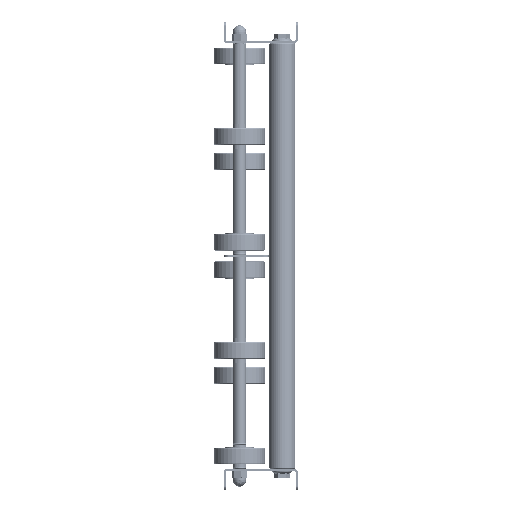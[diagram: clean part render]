
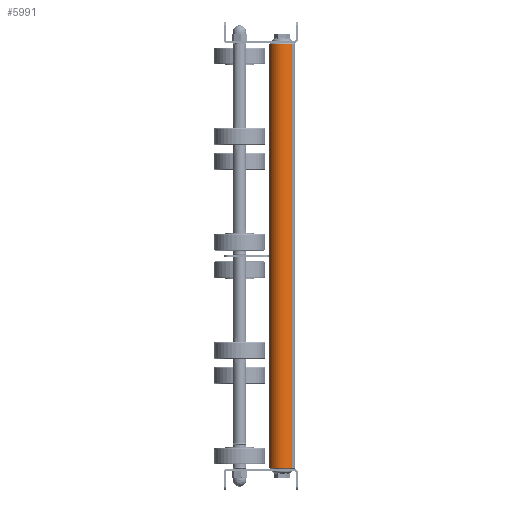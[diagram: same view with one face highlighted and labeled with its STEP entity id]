
A CAD part, left-side view. The second image highlights one B-rep face of the part: STEP entity #5991.
In plain terms, the highlighted cylindrical face has radius 12.5 mm (diameter 25 mm), a partial arc.
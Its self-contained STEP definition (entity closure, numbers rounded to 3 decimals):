
#2510 = CARTESIAN_POINT ( 'NONE',  ( 399., 0., 12.5 ) ) ;
#4456 = AXIS2_PLACEMENT_3D ( 'NONE', #19313, #16345, #10751 ) ;
#4874 = VERTEX_POINT ( 'NONE', #2510 ) ;
#5991 = ADVANCED_FACE ( 'NONE', ( #22123 ), #21766, .T. ) ;
#7256 = DIRECTION ( 'NONE',  ( -1., 0., 0. ) ) ;
#7617 = DIRECTION ( 'NONE',  ( 0., 0., -1. ) ) ;
#7999 = VECTOR ( 'NONE', #8581, 1000. ) ;
#8421 = VERTEX_POINT ( 'NONE', #19980 ) ;
#8581 = DIRECTION ( 'NONE',  ( -1., 0., 0. ) ) ;
#10751 = DIRECTION ( 'NONE',  ( 0., 0., -1. ) ) ;
#11675 = CARTESIAN_POINT ( 'NONE',  ( 1., 0., 12.5 ) ) ;
#12437 = CIRCLE ( 'NONE', #26091, 12.5 ) ;
#13028 = VECTOR ( 'NONE', #21788, 1000. ) ;
#13378 = DIRECTION ( 'NONE',  ( -1., 0., 0. ) ) ;
#14184 = LINE ( 'NONE', #28517, #7999 ) ;
#16345 = DIRECTION ( 'NONE',  ( 1., 0., 0. ) ) ;
#16551 = CARTESIAN_POINT ( 'NONE',  ( 400., 0., 0. ) ) ;
#17901 = EDGE_CURVE ( 'NONE', #24049, #4874, #12437, .T. ) ;
#17966 = EDGE_CURVE ( 'NONE', #4874, #28034, #21602, .T. ) ;
#18442 = CARTESIAN_POINT ( 'NONE',  ( 399., 0., 0. ) ) ;
#18664 = ORIENTED_EDGE ( 'NONE', *, *, #17901, .T. ) ;
#18814 = CARTESIAN_POINT ( 'NONE',  ( 400., 0., 12.5 ) ) ;
#19313 = CARTESIAN_POINT ( 'NONE',  ( 1., 0., 0. ) ) ;
#19980 = CARTESIAN_POINT ( 'NONE',  ( 1., 0., -12.5 ) ) ;
#20522 = CIRCLE ( 'NONE', #4456, 12.5 ) ;
#21570 = EDGE_CURVE ( 'NONE', #24049, #8421, #14184, .T. ) ;
#21602 = LINE ( 'NONE', #18814, #13028 ) ;
#21766 = CYLINDRICAL_SURFACE ( 'NONE', #30028, 12.5 ) ;
#21788 = DIRECTION ( 'NONE',  ( -1., 0., 0. ) ) ;
#22123 = FACE_OUTER_BOUND ( 'NONE', #32112, .T. ) ;
#22218 = EDGE_CURVE ( 'NONE', #28034, #8421, #20522, .T. ) ;
#23380 = ORIENTED_EDGE ( 'NONE', *, *, #22218, .T. ) ;
#24049 = VERTEX_POINT ( 'NONE', #24440 ) ;
#24440 = CARTESIAN_POINT ( 'NONE',  ( 399., 0., -12.5 ) ) ;
#24733 = DIRECTION ( 'NONE',  ( 0., 0., 1. ) ) ;
#26091 = AXIS2_PLACEMENT_3D ( 'NONE', #18442, #7256, #7617 ) ;
#26999 = ORIENTED_EDGE ( 'NONE', *, *, #21570, .F. ) ;
#28034 = VERTEX_POINT ( 'NONE', #11675 ) ;
#28517 = CARTESIAN_POINT ( 'NONE',  ( 400., 0., -12.5 ) ) ;
#30028 = AXIS2_PLACEMENT_3D ( 'NONE', #16551, #13378, #24733 ) ;
#32112 = EDGE_LOOP ( 'NONE', ( #26999, #18664, #34005, #23380 ) ) ;
#34005 = ORIENTED_EDGE ( 'NONE', *, *, #17966, .T. ) ;
